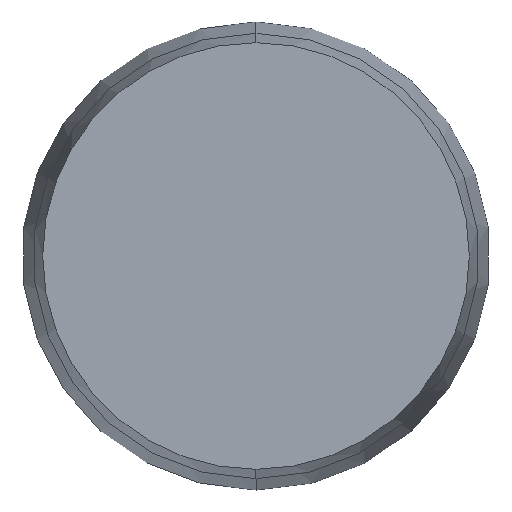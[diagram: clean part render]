
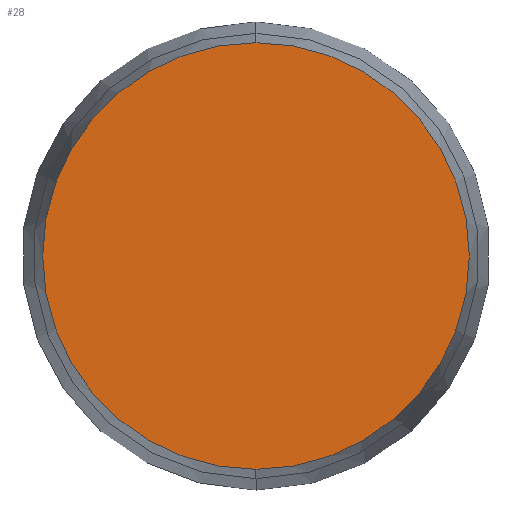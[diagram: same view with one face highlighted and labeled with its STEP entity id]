
A CAD part, left-side view. The second image highlights one B-rep face of the part: STEP entity #28.
In plain terms, the highlighted planar face has unit normal (-1, 0, 0).
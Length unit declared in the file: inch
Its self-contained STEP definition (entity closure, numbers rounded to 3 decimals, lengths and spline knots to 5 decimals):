
#28 = ADVANCED_FACE ( 'NONE', ( #178 ), #306, .T. ) ;
#40 = AXIS2_PLACEMENT_3D ( 'NONE', #393, #394, #395 ) ;
#48 = AXIS2_PLACEMENT_3D ( 'NONE', #296, #248, #387 ) ;
#67 = CIRCLE ( 'NONE', #83, 0.0151 ) ;
#83 = AXIS2_PLACEMENT_3D ( 'NONE', #379, #380, #352 ) ;
#85 = CIRCLE ( 'NONE', #40, 0.0151 ) ;
#131 = EDGE_CURVE ( 'NONE', #309, #265, #67, .T. ) ;
#137 = ORIENTED_EDGE ( 'NONE', *, *, #131, .F. ) ;
#178 = FACE_OUTER_BOUND ( 'NONE', #299, .T. ) ;
#248 = DIRECTION ( 'NONE',  ( -1., 0., 0. ) ) ;
#265 = VERTEX_POINT ( 'NONE', #353 ) ;
#296 = CARTESIAN_POINT ( 'NONE',  ( 0., 0.0151, 0. ) ) ;
#299 = EDGE_LOOP ( 'NONE', ( #137, #315 ) ) ;
#306 = PLANE ( 'NONE',  #48 ) ;
#309 = VERTEX_POINT ( 'NONE', #368 ) ;
#315 = ORIENTED_EDGE ( 'NONE', *, *, #454, .F. ) ;
#352 = DIRECTION ( 'NONE',  ( 0., 0., -1. ) ) ;
#353 = CARTESIAN_POINT ( 'NONE',  ( 0., 0., 0.0151 ) ) ;
#368 = CARTESIAN_POINT ( 'NONE',  ( 0., 0., -0.0151 ) ) ;
#379 = CARTESIAN_POINT ( 'NONE',  ( 0., 0., 0. ) ) ;
#380 = DIRECTION ( 'NONE',  ( 1., 0., 0. ) ) ;
#387 = DIRECTION ( 'NONE',  ( 0., 0., 1. ) ) ;
#393 = CARTESIAN_POINT ( 'NONE',  ( 0., 0., 0. ) ) ;
#394 = DIRECTION ( 'NONE',  ( 1., 0., 0. ) ) ;
#395 = DIRECTION ( 'NONE',  ( 0., 0., -1. ) ) ;
#454 = EDGE_CURVE ( 'NONE', #265, #309, #85, .T. ) ;
